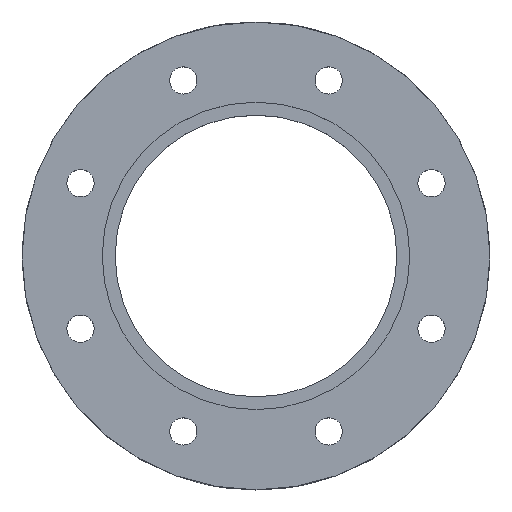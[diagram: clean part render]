
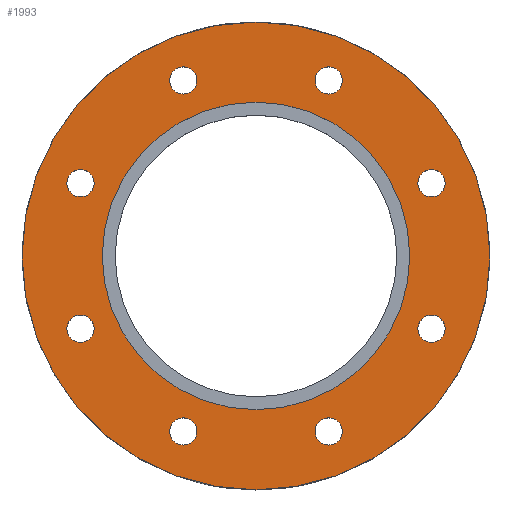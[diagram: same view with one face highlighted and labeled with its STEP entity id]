
A CAD part, top view. The second image highlights one B-rep face of the part: STEP entity #1993.
In plain terms, the highlighted planar face has unit normal (0, 0, 1).
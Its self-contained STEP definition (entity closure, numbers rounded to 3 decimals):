
#356=CARTESIAN_POINT('POINT27',(1.546,
   0.694,0.));
#357=VERTEX_POINT('VERTEX27',#356);
#366=CARTESIAN_POINT('POINT29',(1.806,
   0.694,0.));
#367=VERTEX_POINT('VERTEX29',#366);
#368=CARTESIAN_POINT('POS35',(1.676,
   0.694,0.));
#369=DIRECTION('DIR60',(0.,0.,-1.));
#370=DIRECTION('DIR61',(1.,0.,0.));
#371=AXIS2_PLACEMENT_3D('AXIS26',#368,#369,#370);
#372=CIRCLE('ELLIPSE14',#371,0.13);
#373=EDGE_CURVE('EDGE36',#367,#357,#372,.T.);
#402=EDGE_CURVE('EDGE40',#357,#367,#372,.T.);
#407=CARTESIAN_POINT('POINT31',(0.564,
   1.676,0.));
#408=VERTEX_POINT('VERTEX31',#407);
#417=CARTESIAN_POINT('POINT33',(0.824,
   1.676,0.));
#418=VERTEX_POINT('VERTEX33',#417);
#419=CARTESIAN_POINT('POS40',(0.694,
   1.676,0.));
#420=DIRECTION('DIR68',(0.,0.,-1.));
#421=DIRECTION('DIR69',(1.,0.,0.));
#422=AXIS2_PLACEMENT_3D('AXIS29',#419,#420,#421);
#423=CIRCLE('ELLIPSE16',#422,0.13);
#424=EDGE_CURVE('EDGE42',#418,#408,#423,.T.);
#453=EDGE_CURVE('EDGE46',#408,#418,#423,.T.);
#458=CARTESIAN_POINT('POINT35',(-0.824,
   1.676,0.));
#459=VERTEX_POINT('VERTEX35',#458);
#468=CARTESIAN_POINT('POINT37',(-0.564,
   1.676,0.));
#469=VERTEX_POINT('VERTEX37',#468);
#470=CARTESIAN_POINT('POS45',(-0.694,
   1.676,0.));
#471=DIRECTION('DIR76',(0.,0.,-1.));
#472=DIRECTION('DIR77',(1.,0.,0.));
#473=AXIS2_PLACEMENT_3D('AXIS32',#470,#471,#472);
#474=CIRCLE('ELLIPSE18',#473,0.13);
#475=EDGE_CURVE('EDGE48',#469,#459,#474,.T.);
#504=EDGE_CURVE('EDGE52',#459,#469,#474,.T.);
#509=CARTESIAN_POINT('POINT39',(-1.806,
   0.694,0.));
#510=VERTEX_POINT('VERTEX39',#509);
#519=CARTESIAN_POINT('POINT41',(-1.546,
   0.694,0.));
#520=VERTEX_POINT('VERTEX41',#519);
#521=CARTESIAN_POINT('POS50',(-1.676,
   0.694,0.));
#522=DIRECTION('DIR84',(0.,0.,-1.));
#523=DIRECTION('DIR85',(1.,0.,0.));
#524=AXIS2_PLACEMENT_3D('AXIS35',#521,#522,#523);
#525=CIRCLE('ELLIPSE20',#524,0.13);
#526=EDGE_CURVE('EDGE54',#520,#510,#525,.T.);
#555=EDGE_CURVE('EDGE58',#510,#520,#525,.T.);
#560=CARTESIAN_POINT('POINT43',(-1.469,0.,
   0.));
#561=VERTEX_POINT('VERTEX43',#560);
#568=CARTESIAN_POINT('POINT44',(1.469,0.,0.));
#569=VERTEX_POINT('VERTEX44',#568);
#570=CARTESIAN_POINT('POS55',(0.,0.,0.));
#571=DIRECTION('DIR92',(0.,0.,1.));
#572=DIRECTION('DIR93',(1.,0.,0.));
#573=AXIS2_PLACEMENT_3D('AXIS38',#570,#571,#572);
#574=CIRCLE('ELLIPSE22',#573,1.469);
#575=EDGE_CURVE('EDGE60',#561,#569,#574,.T.);
#595=EDGE_CURVE('EDGE62',#569,#561,#574,.T.);
#600=CARTESIAN_POINT('POINT45',(0.564,
   -1.676,0.));
#601=VERTEX_POINT('VERTEX45',#600);
#610=CARTESIAN_POINT('POINT47',(0.824,
   -1.676,0.));
#611=VERTEX_POINT('VERTEX47',#610);
#612=CARTESIAN_POINT('POS59',(0.694,
   -1.676,0.));
#613=DIRECTION('DIR98',(0.,0.,-1.));
#614=DIRECTION('DIR99',(1.,0.,0.));
#615=AXIS2_PLACEMENT_3D('AXIS40',#612,#613,#614);
#616=CIRCLE('ELLIPSE23',#615,0.13);
#617=EDGE_CURVE('EDGE64',#611,#601,#616,.T.);
#646=EDGE_CURVE('EDGE68',#601,#611,#616,.T.);
#651=CARTESIAN_POINT('POINT49',(-0.824,
   -1.676,0.));
#652=VERTEX_POINT('VERTEX49',#651);
#661=CARTESIAN_POINT('POINT51',(-0.564,
   -1.676,0.));
#662=VERTEX_POINT('VERTEX51',#661);
#663=CARTESIAN_POINT('POS64',(-0.694,
   -1.676,0.));
#664=DIRECTION('DIR106',(0.,0.,-1.));
#665=DIRECTION('DIR107',(1.,0.,0.));
#666=AXIS2_PLACEMENT_3D('AXIS43',#663,#664,#665);
#667=CIRCLE('ELLIPSE25',#666,0.13);
#668=EDGE_CURVE('EDGE70',#662,#652,#667,.T.);
#697=EDGE_CURVE('EDGE74',#652,#662,#667,.T.);
#702=CARTESIAN_POINT('POINT53',(-1.806,
   -0.694,0.));
#703=VERTEX_POINT('VERTEX53',#702);
#712=CARTESIAN_POINT('POINT55',(-1.546,
   -0.694,0.));
#713=VERTEX_POINT('VERTEX55',#712);
#714=CARTESIAN_POINT('POS69',(-1.676,
   -0.694,0.));
#715=DIRECTION('DIR114',(0.,0.,-1.));
#716=DIRECTION('DIR115',(1.,0.,0.));
#717=AXIS2_PLACEMENT_3D('AXIS46',#714,#715,#716);
#718=CIRCLE('ELLIPSE27',#717,0.13);
#719=EDGE_CURVE('EDGE76',#713,#703,#718,.T.);
#748=EDGE_CURVE('EDGE80',#703,#713,#718,.T.);
#753=CARTESIAN_POINT('POINT57',(1.546,
   -0.694,0.));
#754=VERTEX_POINT('VERTEX57',#753);
#763=CARTESIAN_POINT('POINT59',(1.806,
   -0.694,0.));
#764=VERTEX_POINT('VERTEX59',#763);
#765=CARTESIAN_POINT('POS74',(1.676,
   -0.694,0.));
#766=DIRECTION('DIR122',(0.,0.,-1.));
#767=DIRECTION('DIR123',(1.,0.,0.));
#768=AXIS2_PLACEMENT_3D('AXIS49',#765,#766,#767);
#769=CIRCLE('ELLIPSE29',#768,0.13);
#770=EDGE_CURVE('EDGE82',#764,#754,#769,.T.);
#799=EDGE_CURVE('EDGE86',#754,#764,#769,.T.);
#1937=CARTESIAN_POINT('POINT89',(2.234,0.,0.));
#1938=VERTEX_POINT('VERTEX89',#1937);
#1939=CARTESIAN_POINT('POINT90',(-2.234,0.,
   0.));
#1940=VERTEX_POINT('VERTEX90',#1939);
#1941=CARTESIAN_POINT('POS116',(0.,0.,0.));
#1942=DIRECTION('DIR185',(0.,0.,1.));
#1943=DIRECTION('DIR186',(1.,0.,0.));
#1944=AXIS2_PLACEMENT_3D('AXIS70',#1941,#1942,#1943);
#1945=CIRCLE('ELLIPSE39',#1944,2.234);
#1946=EDGE_CURVE('EDGE128',#1938,#1940,#1945,.T.);
#1947=ORIENTED_EDGE('COEDGE203',*,*,#1946,.T.);
#1948=EDGE_CURVE('EDGE129',#1940,#1938,#1945,.T.);
#1949=ORIENTED_EDGE('COEDGE204',*,*,#1948,.T.);
#1950=EDGE_LOOP('NONE',(#1947,#1949));
#1951=FACE_BOUND('LOOP1',#1950,.T.);
#1952=ORIENTED_EDGE('COEDGE205',*,*,#595,.F.);
#1953=ORIENTED_EDGE('COEDGE206',*,*,#575,.F.);
#1954=EDGE_LOOP('NONE',(#1952,#1953));
#1955=FACE_BOUND('LOOP1',#1954,.T.);
#1956=ORIENTED_EDGE('COEDGE207',*,*,#646,.T.);
#1957=ORIENTED_EDGE('COEDGE208',*,*,#617,.T.);
#1958=EDGE_LOOP('NONE',(#1956,#1957));
#1959=FACE_BOUND('LOOP1',#1958,.T.);
#1960=ORIENTED_EDGE('COEDGE209',*,*,#697,.T.);
#1961=ORIENTED_EDGE('COEDGE210',*,*,#668,.T.);
#1962=EDGE_LOOP('NONE',(#1960,#1961));
#1963=FACE_BOUND('LOOP1',#1962,.T.);
#1964=ORIENTED_EDGE('COEDGE211',*,*,#748,.T.);
#1965=ORIENTED_EDGE('COEDGE212',*,*,#719,.T.);
#1966=EDGE_LOOP('NONE',(#1964,#1965));
#1967=FACE_BOUND('LOOP1',#1966,.T.);
#1968=ORIENTED_EDGE('COEDGE213',*,*,#555,.T.);
#1969=ORIENTED_EDGE('COEDGE214',*,*,#526,.T.);
#1970=EDGE_LOOP('NONE',(#1968,#1969));
#1971=FACE_BOUND('LOOP1',#1970,.T.);
#1972=ORIENTED_EDGE('COEDGE215',*,*,#504,.T.);
#1973=ORIENTED_EDGE('COEDGE216',*,*,#475,.T.);
#1974=EDGE_LOOP('NONE',(#1972,#1973));
#1975=FACE_BOUND('LOOP1',#1974,.T.);
#1976=ORIENTED_EDGE('COEDGE217',*,*,#453,.T.);
#1977=ORIENTED_EDGE('COEDGE218',*,*,#424,.T.);
#1978=EDGE_LOOP('NONE',(#1976,#1977));
#1979=FACE_BOUND('LOOP1',#1978,.T.);
#1980=ORIENTED_EDGE('COEDGE219',*,*,#402,.T.);
#1981=ORIENTED_EDGE('COEDGE220',*,*,#373,.T.);
#1982=EDGE_LOOP('NONE',(#1980,#1981));
#1983=FACE_BOUND('LOOP1',#1982,.T.);
#1984=ORIENTED_EDGE('COEDGE221',*,*,#799,.T.);
#1985=ORIENTED_EDGE('COEDGE222',*,*,#770,.T.);
#1986=EDGE_LOOP('NONE',(#1984,#1985));
#1987=FACE_BOUND('LOOP1',#1986,.T.);
#1988=CARTESIAN_POINT('POS117',(0.,0.,0.));
#1989=DIRECTION('DIR187',(0.,0.,1.));
#1990=DIRECTION('DIR188',(1.,0.,0.));
#1991=AXIS2_PLACEMENT_3D('AXIS71',#1988,#1989,#1990);
#1992=PLANE('PLANE14',#1991);
#1993=ADVANCED_FACE('FACE51',(#1951,#1955,#1959,#1963,#1967,#1971,#1975,
   #1979,#1983,#1987),#1992,.T.);
